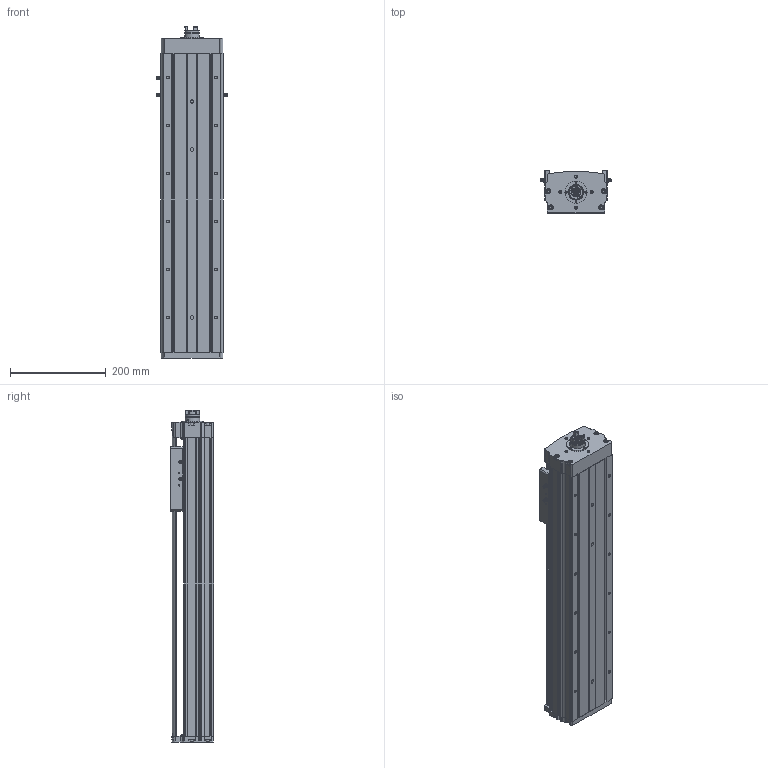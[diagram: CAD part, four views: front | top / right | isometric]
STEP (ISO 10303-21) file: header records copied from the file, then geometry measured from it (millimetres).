
FILE_DESCRIPTION(/* description */ ('STEP AP214'),/* implementation_level */ '2;1');
FILE_NAME(/* name */ '8124454_ELGT-BS-120-450-10P',/* time_stamp */ '2024-08-27T20:58:24+02:00',/* author */ ('License CC BY-ND 4.0'),/* organization */ ('CADENAS'),/* preprocessor_version */ 'ST-DEVELOPER v19.3',/* originating_system */ 'PARTsolutions',/* authorisation */ ' ');
FILE_SCHEMA (('AUTOMOTIVE_DESIGN {1 0 10303 214 3 1 1}'));
Length unit declared in the file: millimetre
Products named in the file (7): 8124454 ELGT-BS-120-450-10P---(0_high); 8121225 ELGT-BS-120-450--(high_h); 8121225 ELGT-BS-120---(high_0_s); 8125442 ELGT-M6X0,75; 8141996 EAMC-30-GB16-D12x10-A; ISO 14580 M5x12; DIN-912 - M4x12(F)
Assembly tree (8 placements, depth 2):
  8124454 ELGT-BS-120-450-10P---(0_high)
    8121225 ELGT-BS-120-450--(high_h)
    8121225 ELGT-BS-120---(high_0_s)
    8125442 ELGT-M6X0,75  x3
    8141996 EAMC-30-GB16-D12x10-A
    ISO 14580 M5x12
    DIN-912 - M4x12(F)
Bounding box: 148.8 x 90 x 691.9 mm (x, y, z)
Volume: 5206765.9 mm3; surface area: 647403.7 mm2
Topology: 8 solids, 8 shells, 1234 faces, 3225 edges, 2080 vertices
Faces by surface type: cylinder 540, plane 483, cone 165, torus 46
Full cylindrical faces by diameter (mm): 2.459 x4, 3.242 x1, 3.3 x1, 4 x5, 4.134 x1, 4.5 x1, 4.51 x1, 4.917 x24, 5 x2, 5.188 x3, 6 x6, 7 x17, 7.4 x1, 8 x16, 8.38 x4, 8.5 x8, 12 x1, 33 x1, 46 x1
Entity records: 39592 total; most frequent: CARTESIAN_POINT 6408, DIRECTION 6274, ORIENTED_EDGE 5556, EDGE_CURVE 2778, AXIS2_PLACEMENT_3D 2429, VERTEX_POINT 1956, FACE_BOUND 1532, EDGE_LOOP 1491
